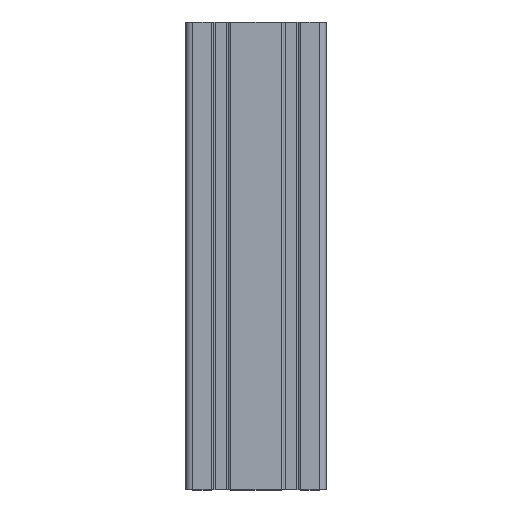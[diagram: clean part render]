
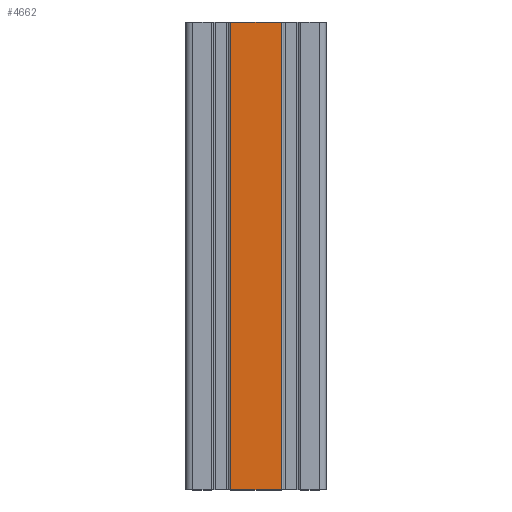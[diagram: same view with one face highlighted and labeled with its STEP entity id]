
A CAD part, top view. The second image highlights one B-rep face of the part: STEP entity #4662.
In plain terms, the highlighted planar face has unit normal (0, 0, 1).
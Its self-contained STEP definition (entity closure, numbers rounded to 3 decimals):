
#117=PLANE('',#5078);
#324=FACE_OUTER_BOUND('',#562,.T.);
#562=EDGE_LOOP('',(#3665,#3666,#3667,#3668));
#982=LINE('',#7657,#1446);
#983=LINE('',#7661,#1447);
#984=LINE('',#7663,#1448);
#985=LINE('',#7664,#1449);
#1446=VECTOR('',#6248,200.);
#1447=VECTOR('',#6253,21.65);
#1448=VECTOR('',#6254,200.);
#1449=VECTOR('',#6255,21.65);
#2151=VERTEX_POINT('',#7654);
#2152=VERTEX_POINT('',#7656);
#2153=VERTEX_POINT('',#7660);
#2154=VERTEX_POINT('',#7662);
#2791=EDGE_CURVE('',#2151,#2152,#982,.T.);
#2793=EDGE_CURVE('',#2151,#2153,#983,.T.);
#2794=EDGE_CURVE('',#2153,#2154,#984,.T.);
#2795=EDGE_CURVE('',#2152,#2154,#985,.T.);
#3665=ORIENTED_EDGE('',*,*,#2793,.T.);
#3666=ORIENTED_EDGE('',*,*,#2794,.T.);
#3667=ORIENTED_EDGE('',*,*,#2795,.F.);
#3668=ORIENTED_EDGE('',*,*,#2791,.F.);
#4662=ADVANCED_FACE('',(#324),#117,.T.);
#5078=AXIS2_PLACEMENT_3D('',#7659,#6251,#6252);
#6248=DIRECTION('',(0.,-1.,0.));
#6251=DIRECTION('center_axis',(0.,0.,1.));
#6252=DIRECTION('ref_axis',(1.,0.,0.));
#6253=DIRECTION('',(-1.,0.,0.));
#6254=DIRECTION('',(0.,-1.,0.));
#6255=DIRECTION('',(-1.,0.,0.));
#7654=CARTESIAN_POINT('',(10.825,200.,15.));
#7656=CARTESIAN_POINT('',(10.825,0.,15.));
#7657=CARTESIAN_POINT('',(10.825,0.,15.));
#7659=CARTESIAN_POINT('Origin',(-10.825,0.,15.));
#7660=CARTESIAN_POINT('',(-10.825,200.,15.));
#7661=CARTESIAN_POINT('',(-5.413,200.,15.));
#7662=CARTESIAN_POINT('',(-10.825,0.,15.));
#7663=CARTESIAN_POINT('',(-10.825,0.,15.));
#7664=CARTESIAN_POINT('',(-5.413,0.,15.));
